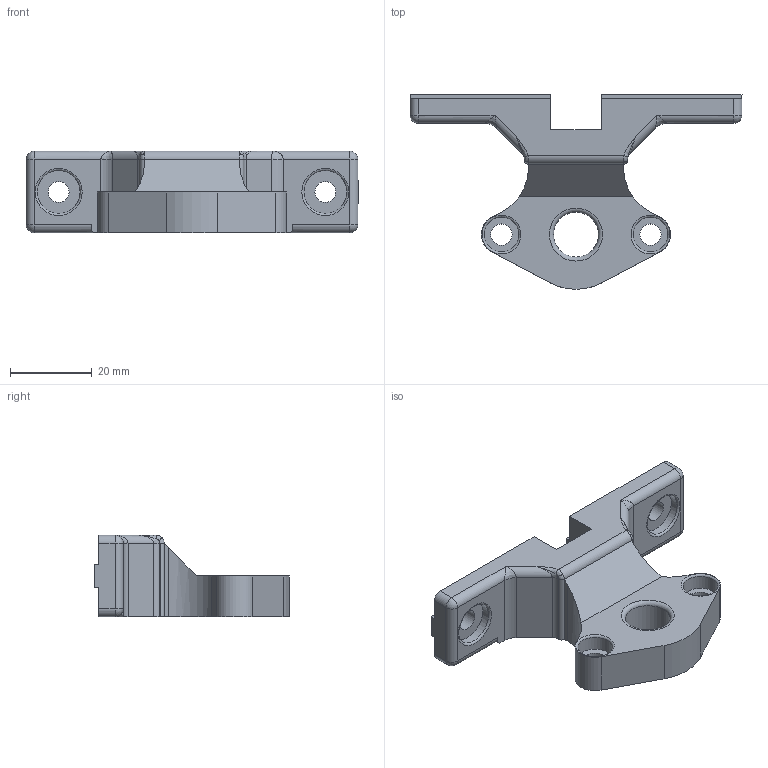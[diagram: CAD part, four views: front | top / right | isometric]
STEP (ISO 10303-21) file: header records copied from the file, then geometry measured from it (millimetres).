
FILE_DESCRIPTION(/* description */ (''),/* implementation_level */ '2;1');
FILE_NAME(/* name */ 'Top Stop.step',/* time_stamp */ '2021-03-14T07:56:00-04:00',/* author */ (''),/* organization */ (''),/* preprocessor_version */ 'ST-DEVELOPER v18.1',/* originating_system */ 'Autodesk Translation Framework v9.10.0.1330',/* authorisation */ '');
FILE_SCHEMA (('AUTOMOTIVE_DESIGN { 1 0 10303 214 3 1 1 }'));
Length unit declared in the file: millimetre
Products named in the file (1): Top Stop
Bounding box: 81.3 x 47.66 x 20 mm (x, y, z)
Volume: 22563.8 mm3; surface area: 8725.9 mm2
Topology: 1 solids, 1 shells, 93 faces, 232 edges, 141 vertices
Faces by surface type: cylinder 37, plane 37, bspline 11, torus 4, sphere 4
Full cylindrical faces by diameter (mm): 5.1 x4, 5.2 x2, 8.5 x2, 10.5 x2, 11 x1
Entity records: 3158 total; most frequent: CARTESIAN_POINT 887, DIRECTION 476, ORIENTED_EDGE 456, EDGE_CURVE 228, AXIS2_PLACEMENT_3D 176, VERTEX_POINT 141, LINE 124, VECTOR 124
